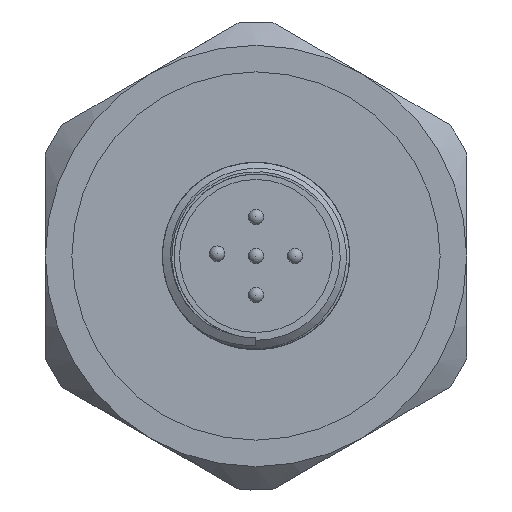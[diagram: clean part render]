
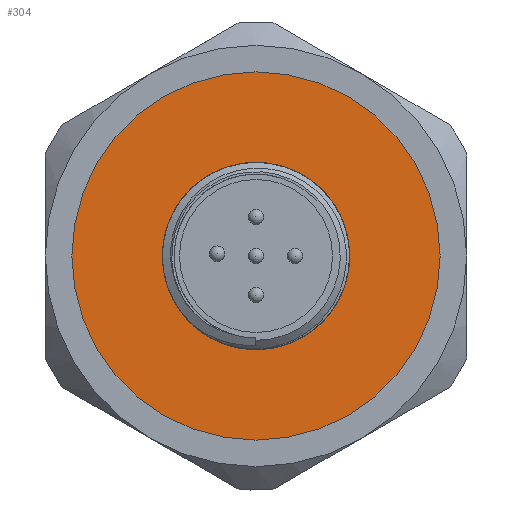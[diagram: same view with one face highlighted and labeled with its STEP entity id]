
A CAD part, left-side view. The second image highlights one B-rep face of the part: STEP entity #304.
In plain terms, the highlighted planar face has unit normal (-1, 0, 0).
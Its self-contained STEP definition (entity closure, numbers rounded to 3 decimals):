
#159=PLANE('',#1383);
#214=FACE_BOUND('',#484,.T.);
#215=FACE_BOUND('',#485,.T.);
#304=ADVANCED_FACE('',(#214,#215),#159,.T.);
#484=EDGE_LOOP('',(#852));
#485=EDGE_LOOP('',(#853));
#852=ORIENTED_EDGE('',*,*,#1159,.F.);
#853=ORIENTED_EDGE('',*,*,#1160,.T.);
#1014=VERTEX_POINT('',#3530);
#1015=VERTEX_POINT('',#3532);
#1159=EDGE_CURVE('',#1014,#1014,#1246,.T.);
#1160=EDGE_CURVE('',#1015,#1015,#1247,.T.);
#1246=CIRCLE('',#1381,5.5);
#1247=CIRCLE('',#1382,11.8);
#1381=AXIS2_PLACEMENT_3D('',#3529,#1680,#1681);
#1382=AXIS2_PLACEMENT_3D('',#3531,#1682,#1683);
#1383=AXIS2_PLACEMENT_3D('',#3533,#1684,#1685);
#1680=DIRECTION('',(-1.,0.,0.));
#1681=DIRECTION('',(0.,0.,1.));
#1682=DIRECTION('',(-1.,0.,0.));
#1683=DIRECTION('',(0.,1.,0.));
#1684=DIRECTION('',(-1.,0.,0.));
#1685=DIRECTION('',(0.,0.,1.));
#3529=CARTESIAN_POINT('',(1299.524,415.734,0.));
#3530=CARTESIAN_POINT('',(1299.524,415.734,5.5));
#3531=CARTESIAN_POINT('',(1299.524,415.734,0.));
#3532=CARTESIAN_POINT('',(1299.524,427.534,0.));
#3533=CARTESIAN_POINT('',(1299.524,415.734,0.));
